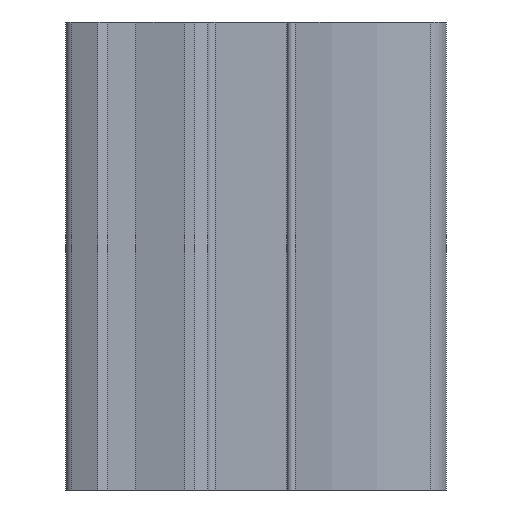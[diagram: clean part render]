
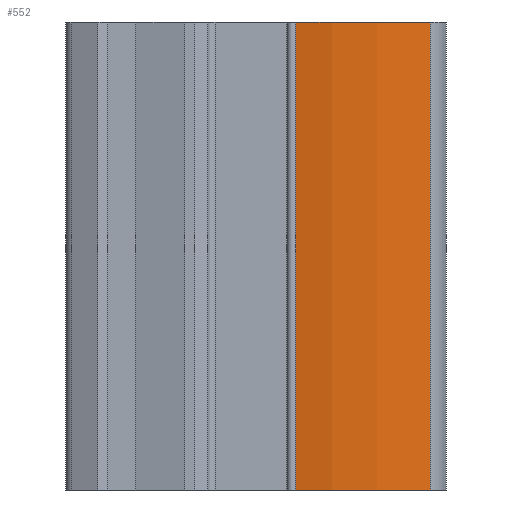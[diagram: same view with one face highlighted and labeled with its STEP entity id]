
A CAD part, front view. The second image highlights one B-rep face of the part: STEP entity #552.
In plain terms, the highlighted cylindrical face has radius 22.6 mm (diameter 45.2 mm), a partial arc.
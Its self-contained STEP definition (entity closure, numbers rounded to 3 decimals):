
#50 = DIRECTION ( 'NONE',  ( 1., 0., 0. ) ) ;
#82 = EDGE_LOOP ( 'NONE', ( #177, #740, #414, #1390 ) ) ;
#117 = CIRCLE ( 'NONE', #999, 22.6 ) ;
#131 = AXIS2_PLACEMENT_3D ( 'NONE', #1471, #662, #50 ) ;
#177 = ORIENTED_EDGE ( 'NONE', *, *, #1157, .F. ) ;
#226 = FACE_OUTER_BOUND ( 'NONE', #82, .T. ) ;
#227 = CIRCLE ( 'NONE', #131, 22.6 ) ;
#321 = DIRECTION ( 'NONE',  ( 0., 0., 1. ) ) ;
#381 = DIRECTION ( 'NONE',  ( 0., 0., 1. ) ) ;
#414 = ORIENTED_EDGE ( 'NONE', *, *, #1520, .T. ) ;
#447 = CARTESIAN_POINT ( 'NONE',  ( 7.665, -8.927, -25. ) ) ;
#458 = CARTESIAN_POINT ( 'NONE',  ( 0.474, -17.184, -25. ) ) ;
#469 = AXIS2_PLACEMENT_3D ( 'NONE', #1165, #1171, #1420 ) ;
#502 = VECTOR ( 'NONE', #321, 1000. ) ;
#552 = ADVANCED_FACE ( 'NONE', ( #226 ), #1399, .F. ) ;
#558 = CARTESIAN_POINT ( 'NONE',  ( 0.474, -17.184, 0. ) ) ;
#655 = EDGE_CURVE ( 'NONE', #1294, #702, #730, .T. ) ;
#662 = DIRECTION ( 'NONE',  ( 0., 0., -1. ) ) ;
#702 = VERTEX_POINT ( 'NONE', #1218 ) ;
#730 = LINE ( 'NONE', #976, #1538 ) ;
#740 = ORIENTED_EDGE ( 'NONE', *, *, #996, .F. ) ;
#856 = DIRECTION ( 'NONE',  ( 1., 0., 0. ) ) ;
#966 = DIRECTION ( 'NONE',  ( 0., 0., -1. ) ) ;
#976 = CARTESIAN_POINT ( 'NONE',  ( 7.665, -8.927, -25. ) ) ;
#982 = CARTESIAN_POINT ( 'NONE',  ( 20.604, -27.456, -25. ) ) ;
#996 = EDGE_CURVE ( 'NONE', #1152, #1234, #1158, .T. ) ;
#999 = AXIS2_PLACEMENT_3D ( 'NONE', #982, #966, #856 ) ;
#1152 = VERTEX_POINT ( 'NONE', #1250 ) ;
#1157 = EDGE_CURVE ( 'NONE', #1234, #702, #227, .T. ) ;
#1158 = LINE ( 'NONE', #458, #502 ) ;
#1165 = CARTESIAN_POINT ( 'NONE',  ( 20.604, -27.456, -25. ) ) ;
#1171 = DIRECTION ( 'NONE',  ( 0., 0., 1. ) ) ;
#1218 = CARTESIAN_POINT ( 'NONE',  ( 7.665, -8.927, 0. ) ) ;
#1234 = VERTEX_POINT ( 'NONE', #558 ) ;
#1250 = CARTESIAN_POINT ( 'NONE',  ( 0.474, -17.184, -25. ) ) ;
#1294 = VERTEX_POINT ( 'NONE', #447 ) ;
#1390 = ORIENTED_EDGE ( 'NONE', *, *, #655, .T. ) ;
#1399 = CYLINDRICAL_SURFACE ( 'NONE', #469, 22.6 ) ;
#1420 = DIRECTION ( 'NONE',  ( 1., 0., 0. ) ) ;
#1471 = CARTESIAN_POINT ( 'NONE',  ( 20.604, -27.456, 0. ) ) ;
#1520 = EDGE_CURVE ( 'NONE', #1152, #1294, #117, .T. ) ;
#1538 = VECTOR ( 'NONE', #381, 1000. ) ;
